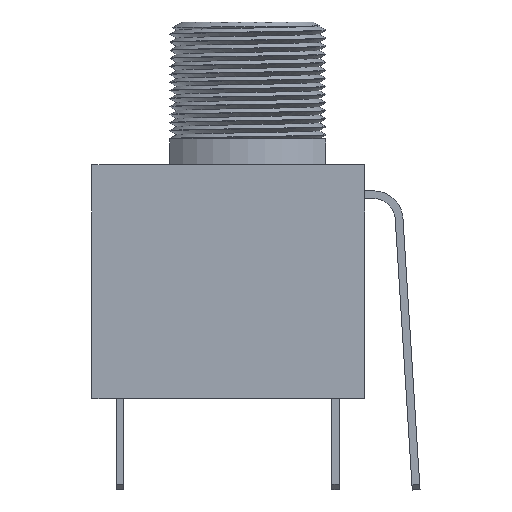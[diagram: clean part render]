
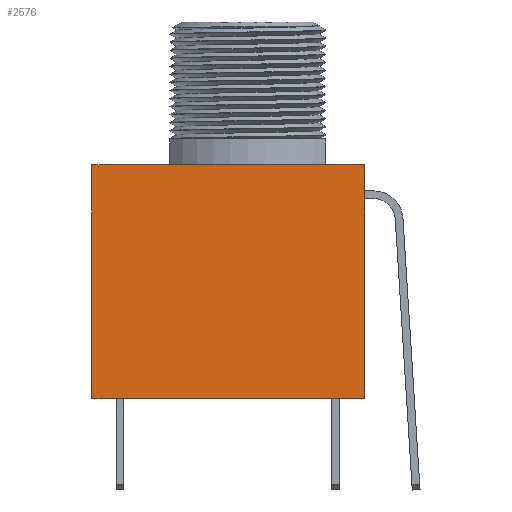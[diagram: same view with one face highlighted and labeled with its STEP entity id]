
A CAD part, left-side view. The second image highlights one B-rep face of the part: STEP entity #2576.
In plain terms, the highlighted planar face has unit normal (-1, 0, 0).
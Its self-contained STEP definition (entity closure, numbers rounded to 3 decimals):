
#2576 = ADVANCED_FACE('',(#2577),#2611,.F.);
#2577 = FACE_BOUND('',#2578,.T.);
#2578 = EDGE_LOOP('',(#2579,#2589,#2597,#2605));
#2579 = ORIENTED_EDGE('',*,*,#2580,.T.);
#2580 = EDGE_CURVE('',#2581,#2583,#2585,.T.);
#2581 = VERTEX_POINT('',#2582);
#2582 = CARTESIAN_POINT('',(-4.5,5.25,0.));
#2583 = VERTEX_POINT('',#2584);
#2584 = CARTESIAN_POINT('',(-4.5,-5.25,0.));
#2585 = LINE('',#2586,#2587);
#2586 = CARTESIAN_POINT('',(-4.5,5.25,0.));
#2587 = VECTOR('',#2588,1.);
#2588 = DIRECTION('',(0.,-1.,0.));
#2589 = ORIENTED_EDGE('',*,*,#2590,.F.);
#2590 = EDGE_CURVE('',#2591,#2583,#2593,.T.);
#2591 = VERTEX_POINT('',#2592);
#2592 = CARTESIAN_POINT('',(-4.5,-5.25,9.));
#2593 = LINE('',#2594,#2595);
#2594 = CARTESIAN_POINT('',(-4.5,-5.25,9.));
#2595 = VECTOR('',#2596,1.);
#2596 = DIRECTION('',(0.,0.,-1.));
#2597 = ORIENTED_EDGE('',*,*,#2598,.F.);
#2598 = EDGE_CURVE('',#2599,#2591,#2601,.T.);
#2599 = VERTEX_POINT('',#2600);
#2600 = CARTESIAN_POINT('',(-4.5,5.25,9.));
#2601 = LINE('',#2602,#2603);
#2602 = CARTESIAN_POINT('',(-4.5,5.25,9.));
#2603 = VECTOR('',#2604,1.);
#2604 = DIRECTION('',(0.,-1.,0.));
#2605 = ORIENTED_EDGE('',*,*,#2606,.T.);
#2606 = EDGE_CURVE('',#2599,#2581,#2607,.T.);
#2607 = LINE('',#2608,#2609);
#2608 = CARTESIAN_POINT('',(-4.5,5.25,9.));
#2609 = VECTOR('',#2610,1.);
#2610 = DIRECTION('',(0.,0.,-1.));
#2611 = PLANE('',#2612);
#2612 = AXIS2_PLACEMENT_3D('',#2613,#2614,#2615);
#2613 = CARTESIAN_POINT('',(-4.5,5.25,9.));
#2614 = DIRECTION('',(1.,0.,0.));
#2615 = DIRECTION('',(0.,0.,-1.));
